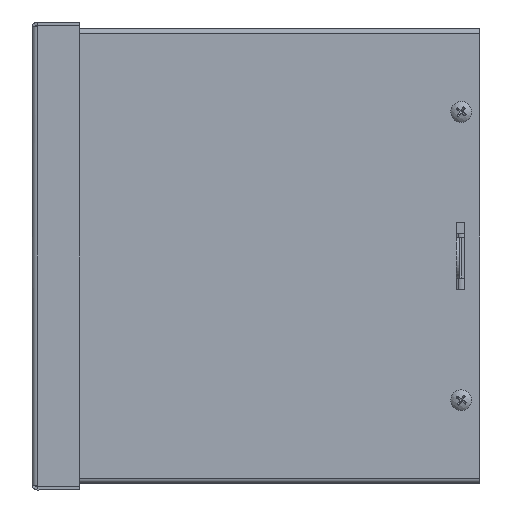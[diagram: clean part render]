
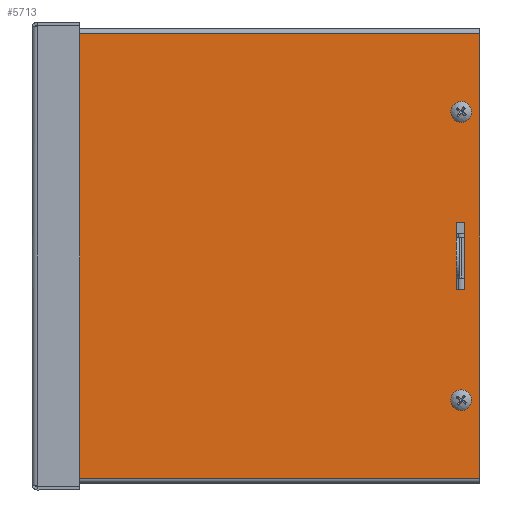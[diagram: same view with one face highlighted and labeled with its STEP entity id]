
A CAD part, front view. The second image highlights one B-rep face of the part: STEP entity #5713.
In plain terms, the highlighted face is planar.
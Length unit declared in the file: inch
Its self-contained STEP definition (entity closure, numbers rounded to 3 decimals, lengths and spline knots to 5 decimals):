
#148=FACE_BOUND($,#1169,.T.);
#149=FACE_BOUND($,#1170,.T.);
#150=FACE_BOUND($,#1171,.T.);
#151=FACE_BOUND($,#1172,.T.);
#152=FACE_BOUND($,#1173,.T.);
#153=FACE_BOUND($,#1174,.T.);
#284=CIRCLE($,#6033,0.1565);
#286=CIRCLE($,#6036,0.1565);
#288=CIRCLE($,#6039,0.1565);
#290=CIRCLE($,#6042,0.1565);
#576=PLANE($,#6074);
#1169=EDGE_LOOP($,(#4597));
#1170=EDGE_LOOP($,(#4598));
#1171=EDGE_LOOP($,(#4599));
#1172=EDGE_LOOP($,(#4600));
#1173=EDGE_LOOP($,(#4601,#4602,#4603,#4604));
#1174=EDGE_LOOP($,(#4605,#4606,#4607,#4608));
#1836=LINE($,#9957,#2293);
#1840=LINE($,#9965,#2297);
#1843=LINE($,#9971,#2300);
#1847=LINE($,#9977,#2304);
#1849=LINE($,#9985,#2306);
#1865=LINE($,#10026,#2322);
#1880=LINE($,#10061,#2337);
#1882=LINE($,#10064,#2339);
#2293=VECTOR($,#6948,1.25);
#2297=VECTOR($,#6954,0.15625);
#2300=VECTOR($,#6959,1.25);
#2304=VECTOR($,#6965,0.15625);
#2306=VECTOR($,#6971,8.);
#2322=VECTOR($,#7013,8.);
#2337=VECTOR($,#7052,8.1885);
#2339=VECTOR($,#7056,8.1885);
#2713=VERTEX_POINT($,#9937);
#2715=VERTEX_POINT($,#9942);
#2717=VERTEX_POINT($,#9947);
#2719=VERTEX_POINT($,#9952);
#2720=VERTEX_POINT($,#9955);
#2721=VERTEX_POINT($,#9956);
#2724=VERTEX_POINT($,#9964);
#2726=VERTEX_POINT($,#9970);
#2730=VERTEX_POINT($,#9982);
#2731=VERTEX_POINT($,#9984);
#2742=VERTEX_POINT($,#10023);
#2743=VERTEX_POINT($,#10025);
#3349=EDGE_CURVE($,#2713,#2713,#284,.T.);
#3351=EDGE_CURVE($,#2715,#2715,#286,.T.);
#3353=EDGE_CURVE($,#2717,#2717,#288,.T.);
#3355=EDGE_CURVE($,#2719,#2719,#290,.T.);
#3356=EDGE_CURVE($,#2720,#2721,#1836,.T.);
#3360=EDGE_CURVE($,#2724,#2720,#1840,.T.);
#3363=EDGE_CURVE($,#2726,#2724,#1843,.T.);
#3367=EDGE_CURVE($,#2721,#2726,#1847,.T.);
#3370=EDGE_CURVE($,#2731,#2730,#1849,.T.);
#3390=EDGE_CURVE($,#2743,#2742,#1865,.T.);
#3408=EDGE_CURVE($,#2743,#2730,#1880,.T.);
#3410=EDGE_CURVE($,#2731,#2742,#1882,.T.);
#4597=ORIENTED_EDGE($,*,*,#3349,.T.);
#4598=ORIENTED_EDGE($,*,*,#3351,.T.);
#4599=ORIENTED_EDGE($,*,*,#3353,.T.);
#4600=ORIENTED_EDGE($,*,*,#3355,.T.);
#4601=ORIENTED_EDGE($,*,*,#3356,.T.);
#4602=ORIENTED_EDGE($,*,*,#3367,.T.);
#4603=ORIENTED_EDGE($,*,*,#3363,.T.);
#4604=ORIENTED_EDGE($,*,*,#3360,.T.);
#4605=ORIENTED_EDGE($,*,*,#3390,.T.);
#4606=ORIENTED_EDGE($,*,*,#3410,.F.);
#4607=ORIENTED_EDGE($,*,*,#3370,.T.);
#4608=ORIENTED_EDGE($,*,*,#3408,.F.);
#5713=ADVANCED_FACE($,(#148,#149,#150,#151,#152,#153),#576,.T.);
#6033=AXIS2_PLACEMENT_3D($,#9938,#6926,#6927);
#6036=AXIS2_PLACEMENT_3D($,#9943,#6932,#6933);
#6039=AXIS2_PLACEMENT_3D($,#9948,#6938,#6939);
#6042=AXIS2_PLACEMENT_3D($,#9953,#6944,#6945);
#6074=AXIS2_PLACEMENT_3D($,#10063,#7054,#7055);
#6926=DIRECTION('center_axis',(0.,0.,-1.));
#6927=DIRECTION('ref_axis',(-1.,0.,0.));
#6932=DIRECTION('center_axis',(0.,0.,-1.));
#6933=DIRECTION('ref_axis',(-1.,0.,0.));
#6938=DIRECTION('center_axis',(0.,0.,-1.));
#6939=DIRECTION('ref_axis',(-1.,0.,0.));
#6944=DIRECTION('center_axis',(0.,0.,-1.));
#6945=DIRECTION('ref_axis',(-1.,0.,0.));
#6948=DIRECTION($,(1.,0.,0.));
#6954=DIRECTION($,(0.,1.,0.));
#6959=DIRECTION($,(-1.,0.,0.));
#6965=DIRECTION($,(0.,-1.,0.));
#6971=DIRECTION($,(0.,1.,0.));
#7013=DIRECTION($,(0.,-1.,0.));
#7052=DIRECTION($,(1.,0.,0.));
#7054=DIRECTION('center_axis',(0.,0.,1.));
#7055=DIRECTION('ref_axis',(1.,0.,0.));
#7056=DIRECTION($,(-1.,0.,0.));
#9937=CARTESIAN_POINT('',(-2.172,-1.344,0.062));
#9938=CARTESIAN_POINT('Origin',(-2.3285,-1.344,0.062));
#9942=CARTESIAN_POINT('',(-7.485,-1.344,0.062));
#9943=CARTESIAN_POINT('Origin',(-7.6415,-1.344,0.062));
#9947=CARTESIAN_POINT('',(-2.172,-8.656,0.062));
#9948=CARTESIAN_POINT('Origin',(-2.3285,-8.656,0.062));
#9952=CARTESIAN_POINT('',(-7.485,-8.656,0.062));
#9953=CARTESIAN_POINT('Origin',(-7.6415,-8.656,0.062));
#9955=CARTESIAN_POINT('',(-5.6095,-8.56588,0.062));
#9956=CARTESIAN_POINT('',(-4.3595,-8.56588,0.062));
#9957=CARTESIAN_POINT($,(-4.98475,-8.56588,0.062));
#9964=CARTESIAN_POINT('',(-5.6095,-8.72213,0.062));
#9965=CARTESIAN_POINT($,(-5.6095,-6.822,0.062));
#9970=CARTESIAN_POINT('',(-4.3595,-8.72213,0.062));
#9971=CARTESIAN_POINT($,(-4.98475,-8.72213,0.062));
#9977=CARTESIAN_POINT($,(-4.3595,-6.86106,0.062));
#9982=CARTESIAN_POINT('',(-0.89075,-1.,0.062));
#9984=CARTESIAN_POINT('',(-0.89075,-9.,0.062));
#9985=CARTESIAN_POINT($,(-0.89075,-7.,0.062));
#10023=CARTESIAN_POINT('',(-9.07925,-9.,0.062));
#10025=CARTESIAN_POINT('',(-9.07925,-1.,0.062));
#10026=CARTESIAN_POINT($,(-9.07925,-3.,0.062));
#10061=CARTESIAN_POINT($,(-9.1725,-1.,0.062));
#10063=CARTESIAN_POINT('Origin',(-4.985,-5.,0.062));
#10064=CARTESIAN_POINT($,(-0.7975,-9.,0.062));
